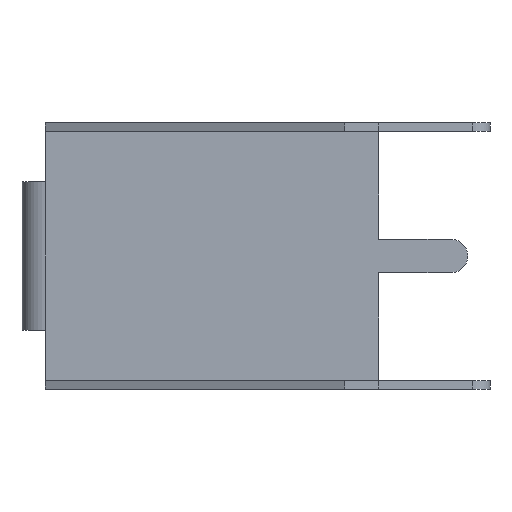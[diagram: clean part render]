
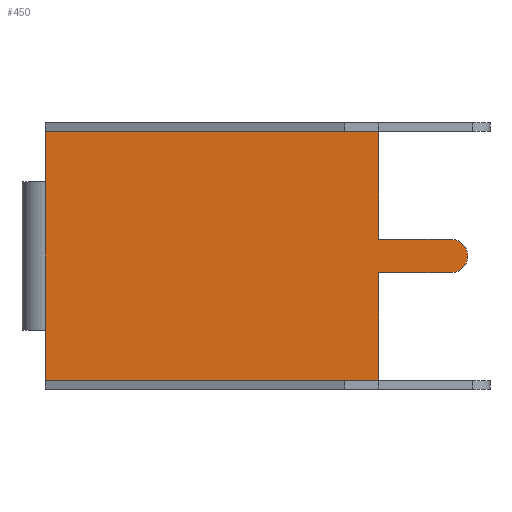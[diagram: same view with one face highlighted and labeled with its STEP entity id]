
A CAD part, left-side view. The second image highlights one B-rep face of the part: STEP entity #450.
In plain terms, the highlighted planar face has unit normal (-1, 0, 0).
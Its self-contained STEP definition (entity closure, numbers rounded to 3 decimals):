
#22 = EDGE_CURVE ( 'NONE', #407, #351, #1011, .T. ) ;
#30 = ORIENTED_EDGE ( 'NONE', *, *, #765, .F. ) ;
#39 = LINE ( 'NONE', #708, #1296 ) ;
#64 = EDGE_CURVE ( 'NONE', #351, #592, #1227, .T. ) ;
#67 = LINE ( 'NONE', #640, #1017 ) ;
#68 = AXIS2_PLACEMENT_3D ( 'NONE', #983, #1203, #657 ) ;
#86 = FACE_OUTER_BOUND ( 'NONE', #412, .T. ) ;
#98 = CARTESIAN_POINT ( 'NONE',  ( -0.3, 0., 0.57 ) ) ;
#101 = DIRECTION ( 'NONE',  ( 0., 1., 0. ) ) ;
#104 = VERTEX_POINT ( 'NONE', #107 ) ;
#107 = CARTESIAN_POINT ( 'NONE',  ( -0.3, 11.42, -2.535 ) ) ;
#117 = EDGE_CURVE ( 'NONE', #181, #407, #204, .T. ) ;
#125 = CARTESIAN_POINT ( 'NONE',  ( -0.3, 0., 4.565 ) ) ;
#150 = CARTESIAN_POINT ( 'NONE',  ( -0.3, -9.536, -4.265 ) ) ;
#181 = VERTEX_POINT ( 'NONE', #922 ) ;
#204 = CIRCLE ( 'NONE', #68, 0.57 ) ;
#249 = ORIENTED_EDGE ( 'NONE', *, *, #22, .F. ) ;
#281 = VECTOR ( 'NONE', #378, 1000. ) ;
#304 = VECTOR ( 'NONE', #1387, 1000. ) ;
#335 = EDGE_CURVE ( 'NONE', #756, #963, #635, .T. ) ;
#351 = VERTEX_POINT ( 'NONE', #1397 ) ;
#378 = DIRECTION ( 'NONE',  ( 0., 0., -1. ) ) ;
#379 = EDGE_CURVE ( 'NONE', #1378, #181, #67, .T. ) ;
#382 = CARTESIAN_POINT ( 'NONE',  ( -0.3, 11.42, -4.265 ) ) ;
#386 = DIRECTION ( 'NONE',  ( 0., 0., -1. ) ) ;
#407 = VERTEX_POINT ( 'NONE', #535 ) ;
#412 = EDGE_LOOP ( 'NONE', ( #30, #676, #787, #1259, #500, #1328, #776, #249, #1091, #835 ) ) ;
#433 = DIRECTION ( 'NONE',  ( -1., 0., 0. ) ) ;
#445 = VECTOR ( 'NONE', #1037, 1000. ) ;
#450 = ADVANCED_FACE ( 'NONE', ( #86 ), #645, .T. ) ;
#451 = DIRECTION ( 'NONE',  ( 0., 0., -1. ) ) ;
#463 = CARTESIAN_POINT ( 'NONE',  ( -0.3, 11.42, 2.535 ) ) ;
#486 = VECTOR ( 'NONE', #451, 1000. ) ;
#488 = LINE ( 'NONE', #599, #445 ) ;
#493 = VECTOR ( 'NONE', #932, 1000. ) ;
#500 = ORIENTED_EDGE ( 'NONE', *, *, #538, .F. ) ;
#517 = VECTOR ( 'NONE', #101, 1000. ) ;
#535 = CARTESIAN_POINT ( 'NONE',  ( -0.3, -2.478, -0.57 ) ) ;
#538 = EDGE_CURVE ( 'NONE', #541, #104, #39, .T. ) ;
#541 = VERTEX_POINT ( 'NONE', #382 ) ;
#584 = VECTOR ( 'NONE', #386, 1000. ) ;
#586 = EDGE_CURVE ( 'NONE', #963, #605, #488, .T. ) ;
#592 = VERTEX_POINT ( 'NONE', #827 ) ;
#599 = CARTESIAN_POINT ( 'NONE',  ( -0.3, 11.42, 4.565 ) ) ;
#605 = VERTEX_POINT ( 'NONE', #463 ) ;
#635 = LINE ( 'NONE', #720, #304 ) ;
#640 = CARTESIAN_POINT ( 'NONE',  ( -0.3, 0., 0.57 ) ) ;
#645 = PLANE ( 'NONE',  #1315 ) ;
#652 = CARTESIAN_POINT ( 'NONE',  ( -0.3, 11.42, 4.265 ) ) ;
#657 = DIRECTION ( 'NONE',  ( 0., 0., -1. ) ) ;
#676 = ORIENTED_EDGE ( 'NONE', *, *, #335, .T. ) ;
#682 = LINE ( 'NONE', #1351, #281 ) ;
#707 = EDGE_CURVE ( 'NONE', #605, #104, #682, .T. ) ;
#708 = CARTESIAN_POINT ( 'NONE',  ( -0.3, 11.42, -4.565 ) ) ;
#720 = CARTESIAN_POINT ( 'NONE',  ( -0.3, -9.536, 4.265 ) ) ;
#756 = VERTEX_POINT ( 'NONE', #943 ) ;
#765 = EDGE_CURVE ( 'NONE', #756, #1378, #1380, .T. ) ;
#776 = ORIENTED_EDGE ( 'NONE', *, *, #64, .F. ) ;
#787 = ORIENTED_EDGE ( 'NONE', *, *, #586, .T. ) ;
#811 = LINE ( 'NONE', #150, #493 ) ;
#827 = CARTESIAN_POINT ( 'NONE',  ( -0.3, 0., -4.265 ) ) ;
#835 = ORIENTED_EDGE ( 'NONE', *, *, #379, .F. ) ;
#846 = CARTESIAN_POINT ( 'NONE',  ( -0.3, 0., 4.565 ) ) ;
#922 = CARTESIAN_POINT ( 'NONE',  ( -0.3, -2.478, 0.57 ) ) ;
#932 = DIRECTION ( 'NONE',  ( 0., 1., 0. ) ) ;
#943 = CARTESIAN_POINT ( 'NONE',  ( -0.3, 0., 4.265 ) ) ;
#963 = VERTEX_POINT ( 'NONE', #652 ) ;
#983 = CARTESIAN_POINT ( 'NONE',  ( -0.3, -2.478, 0. ) ) ;
#991 = CARTESIAN_POINT ( 'NONE',  ( -0.3, -2.478, -0.57 ) ) ;
#1011 = LINE ( 'NONE', #991, #517 ) ;
#1017 = VECTOR ( 'NONE', #1074, 1000. ) ;
#1037 = DIRECTION ( 'NONE',  ( 0., 0., -1. ) ) ;
#1074 = DIRECTION ( 'NONE',  ( 0., -1., 0. ) ) ;
#1083 = DIRECTION ( 'NONE',  ( 0., 0., 1. ) ) ;
#1088 = CARTESIAN_POINT ( 'NONE',  ( -0.3, -9.536, 4.565 ) ) ;
#1089 = EDGE_CURVE ( 'NONE', #592, #541, #811, .T. ) ;
#1091 = ORIENTED_EDGE ( 'NONE', *, *, #117, .F. ) ;
#1203 = DIRECTION ( 'NONE',  ( 1., 0., 0. ) ) ;
#1227 = LINE ( 'NONE', #125, #486 ) ;
#1259 = ORIENTED_EDGE ( 'NONE', *, *, #707, .T. ) ;
#1296 = VECTOR ( 'NONE', #1367, 1000. ) ;
#1315 = AXIS2_PLACEMENT_3D ( 'NONE', #1088, #433, #1083 ) ;
#1328 = ORIENTED_EDGE ( 'NONE', *, *, #1089, .F. ) ;
#1351 = CARTESIAN_POINT ( 'NONE',  ( -0.3, 11.42, 2.535 ) ) ;
#1367 = DIRECTION ( 'NONE',  ( 0., 0., 1. ) ) ;
#1378 = VERTEX_POINT ( 'NONE', #98 ) ;
#1380 = LINE ( 'NONE', #846, #584 ) ;
#1387 = DIRECTION ( 'NONE',  ( 0., 1., 0. ) ) ;
#1397 = CARTESIAN_POINT ( 'NONE',  ( -0.3, 0., -0.57 ) ) ;
